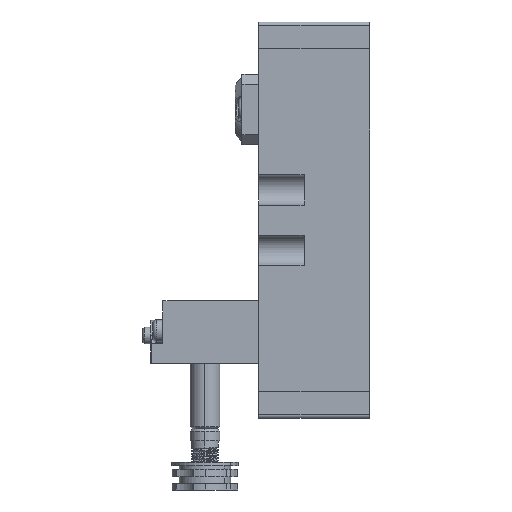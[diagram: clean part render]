
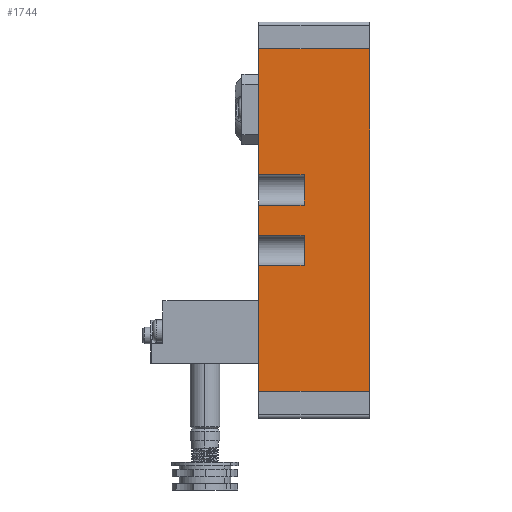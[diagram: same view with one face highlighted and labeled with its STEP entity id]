
A CAD part, left-side view. The second image highlights one B-rep face of the part: STEP entity #1744.
In plain terms, the highlighted planar face has unit normal (-1, 0, 0).
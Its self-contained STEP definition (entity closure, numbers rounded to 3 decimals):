
#1744 = ADVANCED_FACE ( 'NONE', ( #15088 ), #13236, .F. ) ;
#3263 = EDGE_CURVE ( 'NONE', #7681, #7666, #17702, .T. ) ;
#3267 = EDGE_CURVE ( 'NONE', #7685, #7684, #17709, .T. ) ;
#3271 = EDGE_CURVE ( 'NONE', #7689, #7688, #17716, .T. ) ;
#3274 = EDGE_CURVE ( 'NONE', #7690, #7684, #17722, .T. ) ;
#3275 = EDGE_CURVE ( 'NONE', #7691, #7690, #17724, .T. ) ;
#3276 = EDGE_CURVE ( 'NONE', #7691, #7681, #17726, .T. ) ;
#3277 = EDGE_CURVE ( 'NONE', #7692, #7665, #17728, .T. ) ;
#3278 = EDGE_CURVE ( 'NONE', #7689, #7692, #17730, .T. ) ;
#3279 = EDGE_CURVE ( 'NONE', #7693, #7688, #17732, .T. ) ;
#3280 = EDGE_CURVE ( 'NONE', #7694, #7693, #17734, .T. ) ;
#3281 = EDGE_CURVE ( 'NONE', #7694, #7685, #17736, .T. ) ;
#7665 = VERTEX_POINT ( 'NONE', #11972 ) ;
#7666 = VERTEX_POINT ( 'NONE', #11973 ) ;
#7681 = VERTEX_POINT ( 'NONE', #11988 ) ;
#7684 = VERTEX_POINT ( 'NONE', #11991 ) ;
#7685 = VERTEX_POINT ( 'NONE', #11992 ) ;
#7688 = VERTEX_POINT ( 'NONE', #11995 ) ;
#7689 = VERTEX_POINT ( 'NONE', #11996 ) ;
#7690 = VERTEX_POINT ( 'NONE', #11997 ) ;
#7691 = VERTEX_POINT ( 'NONE', #11998 ) ;
#7692 = VERTEX_POINT ( 'NONE', #11999 ) ;
#7693 = VERTEX_POINT ( 'NONE', #12000 ) ;
#7694 = VERTEX_POINT ( 'NONE', #12001 ) ;
#7840 = EDGE_LOOP ( 'NONE', ( #16619, #16620, #16621, #16622, #16623, #16624, #16625, #16626, #16627, #16628, #16629, #16630 ) ) ;
#8650 = EDGE_CURVE ( 'NONE', #7666, #7665, #12348, .T. ) ;
#10644 = AXIS2_PLACEMENT_3D ( 'NONE', #13237, #13238, #13239 ) ;
#11972 = CARTESIAN_POINT ( 'NONE',  ( -19., -16.5, -51. ) ) ;
#11973 = CARTESIAN_POINT ( 'NONE',  ( -19., 16.5, -51. ) ) ;
#11988 = CARTESIAN_POINT ( 'NONE',  ( -19., 16.5, -13.5 ) ) ;
#11991 = CARTESIAN_POINT ( 'NONE',  ( -19., 16.5, -4.5 ) ) ;
#11992 = CARTESIAN_POINT ( 'NONE',  ( -19., 16.5, 4.5 ) ) ;
#11995 = CARTESIAN_POINT ( 'NONE',  ( -19., 16.5, 13.5 ) ) ;
#11996 = CARTESIAN_POINT ( 'NONE',  ( -19., 16.5, 51. ) ) ;
#11997 = CARTESIAN_POINT ( 'NONE',  ( -19., 3., -4.5 ) ) ;
#11998 = CARTESIAN_POINT ( 'NONE',  ( -19., 3., -13.5 ) ) ;
#11999 = CARTESIAN_POINT ( 'NONE',  ( -19., -16.5, 51. ) ) ;
#12000 = CARTESIAN_POINT ( 'NONE',  ( -19., 3., 13.5 ) ) ;
#12001 = CARTESIAN_POINT ( 'NONE',  ( -19., 3., 4.5 ) ) ;
#12348 = LINE ( 'NONE', #15028, #12349 ) ;
#12349 = VECTOR ( 'NONE', #15029, 1000. ) ;
#13236 = PLANE ( 'NONE',  #10644 ) ;
#13237 = CARTESIAN_POINT ( 'NONE',  ( -19., 16.5, 51. ) ) ;
#13238 = DIRECTION ( 'NONE',  ( 1., 0., 0. ) ) ;
#13239 = DIRECTION ( 'NONE',  ( 0., 1., 0. ) ) ;
#15028 = CARTESIAN_POINT ( 'NONE',  ( -19., 16.5, -51. ) ) ;
#15029 = DIRECTION ( 'NONE',  ( 0., -1., 0. ) ) ;
#15088 = FACE_OUTER_BOUND ( 'NONE', #7840, .T. ) ;
#16619 = ORIENTED_EDGE ( 'NONE', *, *, #3267, .T. ) ;
#16620 = ORIENTED_EDGE ( 'NONE', *, *, #3274, .F. ) ;
#16621 = ORIENTED_EDGE ( 'NONE', *, *, #3275, .F. ) ;
#16622 = ORIENTED_EDGE ( 'NONE', *, *, #3276, .T. ) ;
#16623 = ORIENTED_EDGE ( 'NONE', *, *, #3263, .T. ) ;
#16624 = ORIENTED_EDGE ( 'NONE', *, *, #8650, .T. ) ;
#16625 = ORIENTED_EDGE ( 'NONE', *, *, #3277, .F. ) ;
#16626 = ORIENTED_EDGE ( 'NONE', *, *, #3278, .F. ) ;
#16627 = ORIENTED_EDGE ( 'NONE', *, *, #3271, .T. ) ;
#16628 = ORIENTED_EDGE ( 'NONE', *, *, #3279, .F. ) ;
#16629 = ORIENTED_EDGE ( 'NONE', *, *, #3280, .F. ) ;
#16630 = ORIENTED_EDGE ( 'NONE', *, *, #3281, .T. ) ;
#17702 = LINE ( 'NONE', #19011, #17703 ) ;
#17703 = VECTOR ( 'NONE', #19012, 1000. ) ;
#17709 = LINE ( 'NONE', #19020, #17710 ) ;
#17710 = VECTOR ( 'NONE', #19021, 1000. ) ;
#17716 = LINE ( 'NONE', #19029, #17717 ) ;
#17717 = VECTOR ( 'NONE', #19030, 1000. ) ;
#17722 = LINE ( 'NONE', #19035, #17723 ) ;
#17723 = VECTOR ( 'NONE', #19036, 1000. ) ;
#17724 = LINE ( 'NONE', #19037, #17725 ) ;
#17725 = VECTOR ( 'NONE', #19038, 1000. ) ;
#17726 = LINE ( 'NONE', #19039, #17727 ) ;
#17727 = VECTOR ( 'NONE', #19040, 1000. ) ;
#17728 = LINE ( 'NONE', #19041, #17729 ) ;
#17729 = VECTOR ( 'NONE', #19042, 1000. ) ;
#17730 = LINE ( 'NONE', #19043, #17731 ) ;
#17731 = VECTOR ( 'NONE', #19044, 1000. ) ;
#17732 = LINE ( 'NONE', #19045, #17733 ) ;
#17733 = VECTOR ( 'NONE', #19046, 1000. ) ;
#17734 = LINE ( 'NONE', #19047, #17735 ) ;
#17735 = VECTOR ( 'NONE', #19048, 1000. ) ;
#17736 = LINE ( 'NONE', #19049, #17737 ) ;
#17737 = VECTOR ( 'NONE', #19050, 1000. ) ;
#19011 = CARTESIAN_POINT ( 'NONE',  ( -19., 16.5, 51. ) ) ;
#19012 = DIRECTION ( 'NONE',  ( 0., 0., -1. ) ) ;
#19020 = CARTESIAN_POINT ( 'NONE',  ( -19., 16.5, 51. ) ) ;
#19021 = DIRECTION ( 'NONE',  ( 0., 0., -1. ) ) ;
#19029 = CARTESIAN_POINT ( 'NONE',  ( -19., 16.5, 51. ) ) ;
#19030 = DIRECTION ( 'NONE',  ( 0., 0., -1. ) ) ;
#19035 = CARTESIAN_POINT ( 'NONE',  ( -19., 3., -4.5 ) ) ;
#19036 = DIRECTION ( 'NONE',  ( 0., 1., 0. ) ) ;
#19037 = CARTESIAN_POINT ( 'NONE',  ( -19., 3., -4.5 ) ) ;
#19038 = DIRECTION ( 'NONE',  ( 0., 0., 1. ) ) ;
#19039 = CARTESIAN_POINT ( 'NONE',  ( -19., 3., -13.5 ) ) ;
#19040 = DIRECTION ( 'NONE',  ( 0., 1., 0. ) ) ;
#19041 = CARTESIAN_POINT ( 'NONE',  ( -19., -16.5, 51. ) ) ;
#19042 = DIRECTION ( 'NONE',  ( 0., 0., -1. ) ) ;
#19043 = CARTESIAN_POINT ( 'NONE',  ( -19., 16.5, 51. ) ) ;
#19044 = DIRECTION ( 'NONE',  ( 0., -1., 0. ) ) ;
#19045 = CARTESIAN_POINT ( 'NONE',  ( -19., 3., 13.5 ) ) ;
#19046 = DIRECTION ( 'NONE',  ( 0., 1., 0. ) ) ;
#19047 = CARTESIAN_POINT ( 'NONE',  ( -19., 3., 13.5 ) ) ;
#19048 = DIRECTION ( 'NONE',  ( 0., 0., 1. ) ) ;
#19049 = CARTESIAN_POINT ( 'NONE',  ( -19., 3., 4.5 ) ) ;
#19050 = DIRECTION ( 'NONE',  ( 0., 1., 0. ) ) ;
